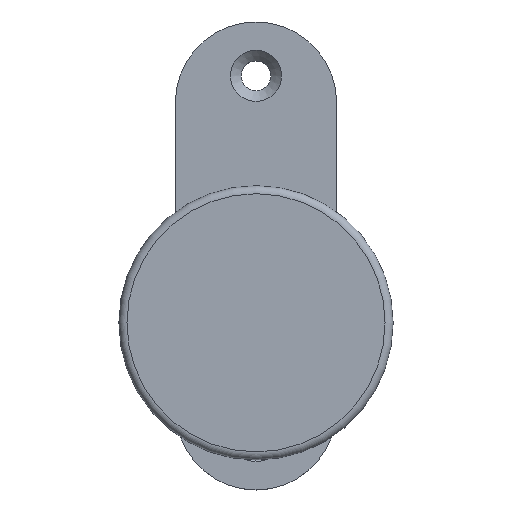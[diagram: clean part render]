
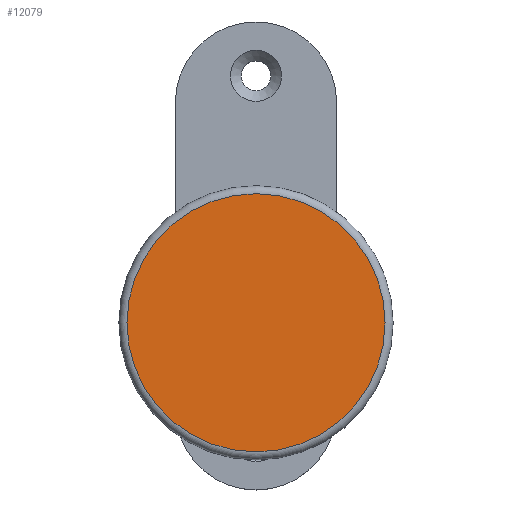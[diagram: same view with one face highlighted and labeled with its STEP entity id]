
A CAD part, top view. The second image highlights one B-rep face of the part: STEP entity #12079.
In plain terms, the highlighted planar face has unit normal (0, 0, 1).
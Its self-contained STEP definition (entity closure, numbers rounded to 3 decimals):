
#720 = ORIENTED_EDGE ( 'NONE', *, *, #3242, .T. ) ;
#1582 = CARTESIAN_POINT ( 'NONE',  ( -24., 0., 22.75 ) ) ;
#1647 = DIRECTION ( 'NONE',  ( -1., 0., 0. ) ) ;
#3242 = EDGE_CURVE ( 'NONE', #6178, #6178, #5051, .T. ) ;
#3615 = CARTESIAN_POINT ( 'NONE',  ( 0., 0., 22.75 ) ) ;
#4556 = AXIS2_PLACEMENT_3D ( 'NONE', #9361, #5455, #10356 ) ;
#5051 = CIRCLE ( 'NONE', #4556, 24. ) ;
#5075 = FACE_OUTER_BOUND ( 'NONE', #12248, .T. ) ;
#5455 = DIRECTION ( 'NONE',  ( 0., 0., 1. ) ) ;
#6178 = VERTEX_POINT ( 'NONE', #1582 ) ;
#6497 = AXIS2_PLACEMENT_3D ( 'NONE', #3615, #7624, #1647 ) ;
#7624 = DIRECTION ( 'NONE',  ( 0., 0., -1. ) ) ;
#9361 = CARTESIAN_POINT ( 'NONE',  ( 0., 0., 22.75 ) ) ;
#10356 = DIRECTION ( 'NONE',  ( -1., 0., 0. ) ) ;
#10595 = PLANE ( 'NONE',  #6497 ) ;
#12079 = ADVANCED_FACE ( 'NONE', ( #5075 ), #10595, .F. ) ;
#12248 = EDGE_LOOP ( 'NONE', ( #720 ) ) ;
